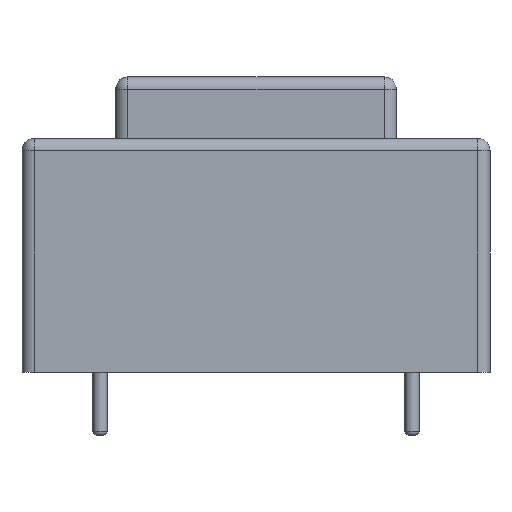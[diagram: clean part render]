
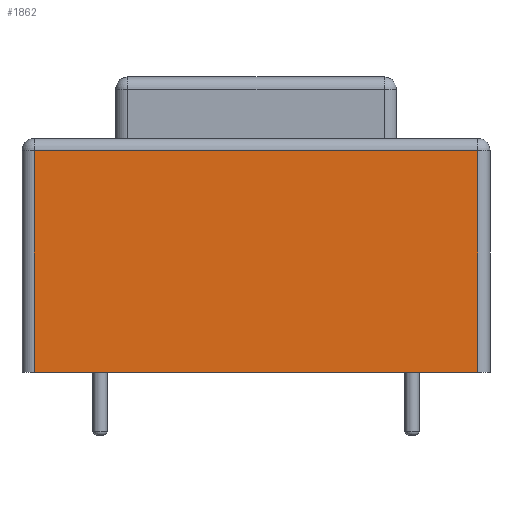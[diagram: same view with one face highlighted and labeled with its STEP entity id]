
A CAD part, left-side view. The second image highlights one B-rep face of the part: STEP entity #1862.
In plain terms, the highlighted planar face has unit normal (-1, 0, 0).
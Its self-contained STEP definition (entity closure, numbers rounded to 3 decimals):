
#1593 = VERTEX_POINT('',#1594);
#1594 = CARTESIAN_POINT('',(-13.97,-30.75,18.15));
#1603 = VERTEX_POINT('',#1604);
#1604 = CARTESIAN_POINT('',(-13.97,5.35,18.15));
#1611 = EDGE_CURVE('',#1593,#1603,#1612,.T.);
#1612 = LINE('',#1613,#1614);
#1613 = CARTESIAN_POINT('',(-13.97,-30.75,18.15));
#1614 = VECTOR('',#1615,1.);
#1615 = DIRECTION('',(0.,1.,0.));
#1862 = ADVANCED_FACE('',(#1863),#1888,.T.);
#1863 = FACE_BOUND('',#1864,.T.);
#1864 = EDGE_LOOP('',(#1865,#1873,#1874,#1882));
#1865 = ORIENTED_EDGE('',*,*,#1866,.T.);
#1866 = EDGE_CURVE('',#1867,#1593,#1869,.T.);
#1867 = VERTEX_POINT('',#1868);
#1868 = CARTESIAN_POINT('',(-13.97,-30.75,0.1));
#1869 = LINE('',#1870,#1871);
#1870 = CARTESIAN_POINT('',(-13.97,-30.75,0.1));
#1871 = VECTOR('',#1872,1.);
#1872 = DIRECTION('',(0.,0.,1.));
#1873 = ORIENTED_EDGE('',*,*,#1611,.T.);
#1874 = ORIENTED_EDGE('',*,*,#1875,.F.);
#1875 = EDGE_CURVE('',#1876,#1603,#1878,.T.);
#1876 = VERTEX_POINT('',#1877);
#1877 = CARTESIAN_POINT('',(-13.97,5.35,0.1));
#1878 = LINE('',#1879,#1880);
#1879 = CARTESIAN_POINT('',(-13.97,5.35,0.1));
#1880 = VECTOR('',#1881,1.);
#1881 = DIRECTION('',(0.,0.,1.));
#1882 = ORIENTED_EDGE('',*,*,#1883,.F.);
#1883 = EDGE_CURVE('',#1867,#1876,#1884,.T.);
#1884 = LINE('',#1885,#1886);
#1885 = CARTESIAN_POINT('',(-13.97,-31.75,0.1));
#1886 = VECTOR('',#1887,1.);
#1887 = DIRECTION('',(0.,1.,0.));
#1888 = PLANE('',#1889);
#1889 = AXIS2_PLACEMENT_3D('',#1890,#1891,#1892);
#1890 = CARTESIAN_POINT('',(-13.97,-31.75,0.1));
#1891 = DIRECTION('',(-1.,0.,0.));
#1892 = DIRECTION('',(0.,1.,0.));
